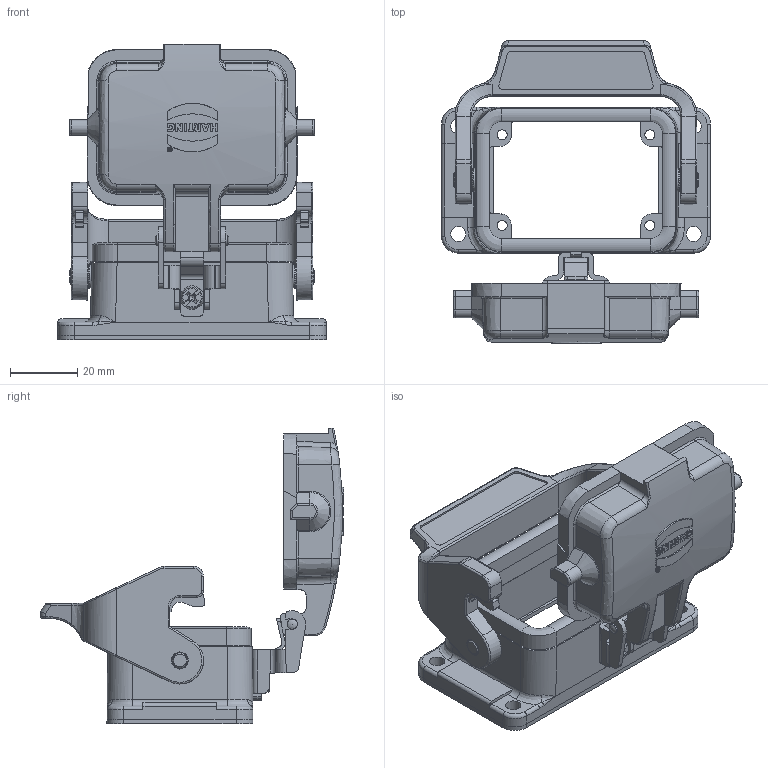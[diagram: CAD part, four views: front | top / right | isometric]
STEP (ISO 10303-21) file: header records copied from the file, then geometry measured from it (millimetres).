
FILE_DESCRIPTION(/* description */ (''),/* implementation_level */ '2;1');
FILE_NAME(/* name */ '100094794ugm000_d.stp',/* time_stamp */ '2017-09-28T16:17:29+02:00',/* author */ (''),/* organization */ (''),/* preprocessor_version */ 'ST-DEVELOPER v16',/* originating_system */ 'SIEMENS PLM Software NX 10.0',/* authorisation */ '');
FILE_SCHEMA (('AUTOMOTIVE_DESIGN { 1 0 10303 214 3 1 1 1 }'));
Length unit declared in the file: millimetre
Products named in the file (1): 100094794ugm000_d
Bounding box: 80.01 x 90.18 x 88.08 mm (x, y, z)
Volume: 53782.8 mm3; surface area: 37990.5 mm2
Topology: 3 solids, 3 shells, 942 faces, 3024 edges, 2618 vertices
Faces by surface type: plane 467, cylinder 266, bspline 116, torus 42, cone 41, extrusion 6, sphere 4
Full cylindrical faces by diameter (mm): 1.006 x1, 1.477 x1, 3 x6, 4 x2, 4.5 x4, 4.8 x2, 5.1 x2, 7 x3
Entity records: 40749 total; most frequent: CARTESIAN_POINT 11676, ORIENTED_EDGE 4838, DIRECTION 4659, EDGE_CURVE 2419, AXIS2_PLACEMENT_3D 1603, VERTEX_POINT 1550, VECTOR 1453, LINE 1447
